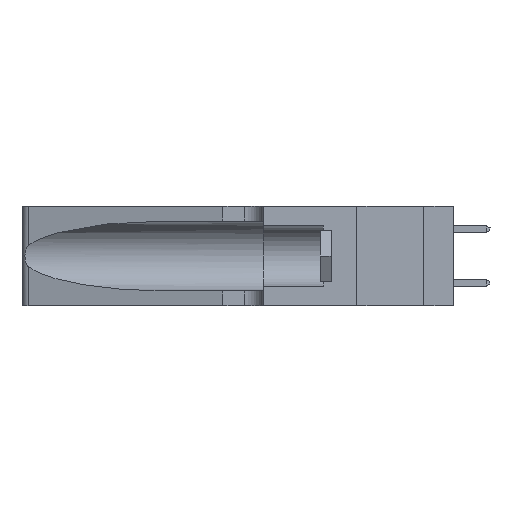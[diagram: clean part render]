
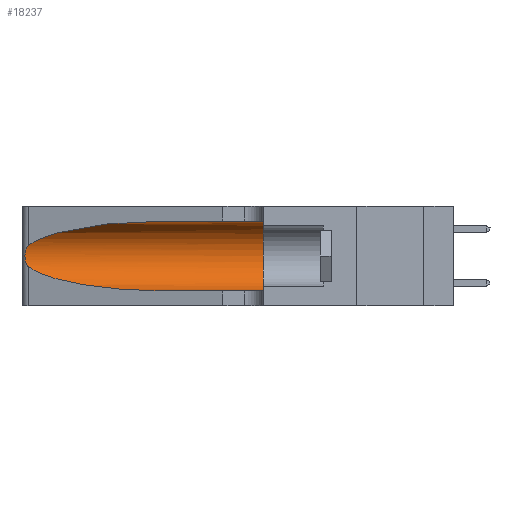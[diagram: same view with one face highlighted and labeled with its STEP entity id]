
A CAD part, left-side view. The second image highlights one B-rep face of the part: STEP entity #18237.
In plain terms, the highlighted cylindrical face has radius 3.308 mm (diameter 6.617 mm), a partial arc.
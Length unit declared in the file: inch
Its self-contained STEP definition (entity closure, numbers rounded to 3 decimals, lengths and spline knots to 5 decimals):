
#114 = EDGE_CURVE ( 'NONE', #9880, #7107, #16116, .T. ) ;
#132 = CARTESIAN_POINT ( 'NONE',  ( 0.1305, 0.72297, 0.31525 ) ) ;
#167 = ORIENTED_EDGE ( 'NONE', *, *, #1168, .F. ) ;
#434 = EDGE_CURVE ( 'NONE', #23642, #21320, #16808, .T. ) ;
#570 = CARTESIAN_POINT ( 'NONE',  ( 0.25555, 1.22994, 0.2215 ) ) ;
#662 = CARTESIAN_POINT ( 'NONE',  ( 0.25789, 1.23486, 0.15765 ) ) ;
#1168 = EDGE_CURVE ( 'NONE', #23642, #6298, #17659, .T. ) ;
#1342 = DIRECTION ( 'NONE',  ( 0., 0., 1. ) ) ;
#2383 = B_SPLINE_CURVE_WITH_KNOTS ( 'NONE', 3,
 ( #15053, #570, #19221, #6864, #21302, #8956, #23410, #11001, #25490, #13073, #662, #15144, #2748, #17224 ),
 .UNSPECIFIED., .F., .F.,
 ( 4, 2, 2, 2, 2, 2, 4 ),
 ( 0., 0.00027, 0.00053, 0.00107, 0.0016, 0.00187, 0.00214 ),
 .UNSPECIFIED. ) ;
#2748 = CARTESIAN_POINT ( 'NONE',  ( 0.25555, 1.22993, 0.14849 ) ) ;
#2931 = ORIENTED_EDGE ( 'NONE', *, *, #434, .T. ) ;
#3917 = AXIS2_PLACEMENT_3D ( 'NONE', #16073, #9940, #22328 ) ;
#5643 = VERTEX_POINT ( 'NONE', #16219 ) ;
#6298 = VERTEX_POINT ( 'NONE', #17841 ) ;
#6864 = CARTESIAN_POINT ( 'NONE',  ( 0.25787, 1.23484, 0.2124 ) ) ;
#7021 = DIRECTION ( 'NONE',  ( 0., -1., 0. ) ) ;
#7107 = VERTEX_POINT ( 'NONE', #26600 ) ;
#7409 = EDGE_CURVE ( 'NONE', #21320, #5643, #2383, .T. ) ;
#8318 = EDGE_CURVE ( 'NONE', #6298, #7107, #12298, .T. ) ;
#8522 = CARTESIAN_POINT ( 'NONE',  ( 0.2373, 1.15595, 0.28018 ) ) ;
#8956 = CARTESIAN_POINT ( 'NONE',  ( 0.26018, 1.23835, 0.19895 ) ) ;
#9331 = CARTESIAN_POINT ( 'NONE',  ( 0.1305, 0.72297, 0.31525 ) ) ;
#9596 = FACE_OUTER_BOUND ( 'NONE', #15779, .T. ) ;
#9880 = VERTEX_POINT ( 'NONE', #23371 ) ;
#9940 = DIRECTION ( 'NONE',  ( 0., -1., 0. ) ) ;
#10117 = EDGE_CURVE ( 'NONE', #5643, #9880, #19638, .T. ) ;
#10128 = ORIENTED_EDGE ( 'NONE', *, *, #7409, .T. ) ;
#10619 = VECTOR ( 'NONE', #15149, 39.37008 ) ;
#11001 = CARTESIAN_POINT ( 'NONE',  ( 0.26075, 1.23896, 0.178 ) ) ;
#11684 = CARTESIAN_POINT ( 'NONE',  ( 0.1305, 0.72297, 0.05475 ) ) ;
#11757 = ORIENTED_EDGE ( 'NONE', *, *, #10117, .T. ) ;
#12298 = CIRCLE ( 'NONE', #14850, 0.13025 ) ;
#13073 = CARTESIAN_POINT ( 'NONE',  ( 0.25856, 1.23593, 0.16098 ) ) ;
#13694 = CARTESIAN_POINT ( 'NONE',  ( 0.1305, 1.61858, 0.05475 ) ) ;
#13743 = DIRECTION ( 'NONE',  ( 0., 1., 0. ) ) ;
#14850 = AXIS2_PLACEMENT_3D ( 'NONE', #26175, #13743, #1342 ) ;
#15053 = CARTESIAN_POINT ( 'NONE',  ( 0.25487, 1.22718, 0.22369 ) ) ;
#15144 = CARTESIAN_POINT ( 'NONE',  ( 0.25639, 1.23186, 0.15144 ) ) ;
#15149 = DIRECTION ( 'NONE',  ( 0., -1., 0. ) ) ;
#15742 = CARTESIAN_POINT ( 'NONE',  ( 0.25487, 1.22718, 0.14631 ) ) ;
#15779 = EDGE_LOOP ( 'NONE', ( #2931, #10128, #11757, #20904, #26253, #167 ) ) ;
#16073 = CARTESIAN_POINT ( 'NONE',  ( 0.1305, 1.61858, 0.185 ) ) ;
#16116 = LINE ( 'NONE', #13694, #10619 ) ;
#16219 = CARTESIAN_POINT ( 'NONE',  ( 0.25487, 1.22718, 0.14631 ) ) ;
#16808 =( BOUNDED_CURVE ( )  B_SPLINE_CURVE ( 3, ( #132, #22956, #8522, #25047 ),
 .UNSPECIFIED., .F., .T. ) 
 B_SPLINE_CURVE_WITH_KNOTS ( ( 4, 4 ),
 ( 1.5708, 2.84003 ),
 .UNSPECIFIED. ) 
 CURVE ( )  GEOMETRIC_REPRESENTATION_ITEM ( )  RATIONAL_B_SPLINE_CURVE ( ( 1., 0.87, 0.87, 1. ) ) 
 REPRESENTATION_ITEM ( '' )  );
#17224 = CARTESIAN_POINT ( 'NONE',  ( 0.25487, 1.22718, 0.14631 ) ) ;
#17659 = LINE ( 'NONE', #21463, #23189 ) ;
#17822 = CARTESIAN_POINT ( 'NONE',  ( 0.2373, 1.15595, 0.08982 ) ) ;
#17841 = CARTESIAN_POINT ( 'NONE',  ( 0.1305, 0.35, 0.31525 ) ) ;
#18237 = ADVANCED_FACE ( 'NONE', ( #9596 ), #25450, .F. ) ;
#19221 = CARTESIAN_POINT ( 'NONE',  ( 0.25639, 1.23184, 0.21858 ) ) ;
#19638 =( BOUNDED_CURVE ( )  B_SPLINE_CURVE ( 3, ( #15742, #17822, #24101, #11684 ),
 .UNSPECIFIED., .F., .F. ) 
 B_SPLINE_CURVE_WITH_KNOTS ( ( 4, 4 ),
 ( 3.44316, 4.71239 ),
 .UNSPECIFIED. ) 
 CURVE ( )  GEOMETRIC_REPRESENTATION_ITEM ( )  RATIONAL_B_SPLINE_CURVE ( ( 1., 0.87, 0.87, 1. ) ) 
 REPRESENTATION_ITEM ( '' )  );
#20904 = ORIENTED_EDGE ( 'NONE', *, *, #114, .T. ) ;
#21302 = CARTESIAN_POINT ( 'NONE',  ( 0.25854, 1.2359, 0.20912 ) ) ;
#21320 = VERTEX_POINT ( 'NONE', #21591 ) ;
#21463 = CARTESIAN_POINT ( 'NONE',  ( 0.1305, 1.61858, 0.31525 ) ) ;
#21591 = CARTESIAN_POINT ( 'NONE',  ( 0.25487, 1.22718, 0.22369 ) ) ;
#22328 = DIRECTION ( 'NONE',  ( 0., 0., -1. ) ) ;
#22956 = CARTESIAN_POINT ( 'NONE',  ( 0.18966, 0.96281, 0.31525 ) ) ;
#23189 = VECTOR ( 'NONE', #7021, 39.37008 ) ;
#23371 = CARTESIAN_POINT ( 'NONE',  ( 0.1305, 0.72297, 0.05475 ) ) ;
#23410 = CARTESIAN_POINT ( 'NONE',  ( 0.26075, 1.23896, 0.19203 ) ) ;
#23642 = VERTEX_POINT ( 'NONE', #9331 ) ;
#24101 = CARTESIAN_POINT ( 'NONE',  ( 0.18966, 0.96281, 0.05475 ) ) ;
#25047 = CARTESIAN_POINT ( 'NONE',  ( 0.25487, 1.22718, 0.22369 ) ) ;
#25450 = CYLINDRICAL_SURFACE ( 'NONE', #3917, 0.13025 ) ;
#25490 = CARTESIAN_POINT ( 'NONE',  ( 0.26017, 1.23833, 0.17102 ) ) ;
#26175 = CARTESIAN_POINT ( 'NONE',  ( 0.1305, 0.35, 0.185 ) ) ;
#26253 = ORIENTED_EDGE ( 'NONE', *, *, #8318, .F. ) ;
#26600 = CARTESIAN_POINT ( 'NONE',  ( 0.1305, 0.35, 0.05475 ) ) ;
